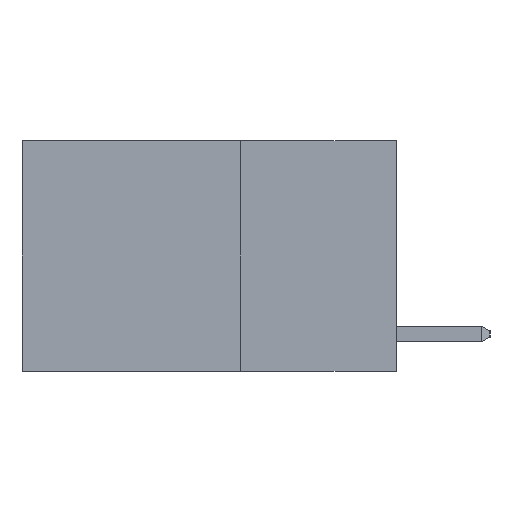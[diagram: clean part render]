
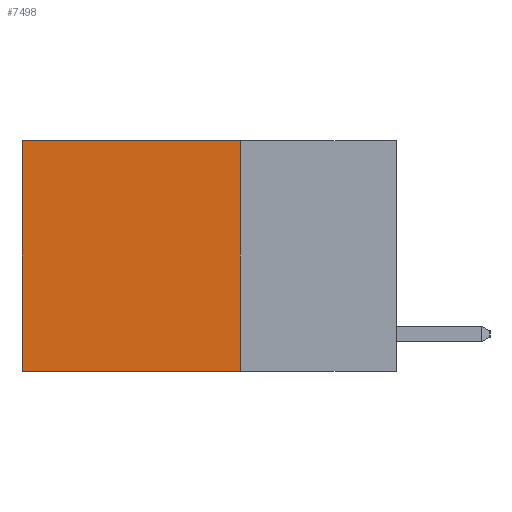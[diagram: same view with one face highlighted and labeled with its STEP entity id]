
A CAD part, left-side view. The second image highlights one B-rep face of the part: STEP entity #7498.
In plain terms, the highlighted planar face has unit normal (-1, 0, 0).
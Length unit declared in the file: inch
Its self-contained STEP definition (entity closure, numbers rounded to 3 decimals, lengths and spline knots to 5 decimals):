
#487 = EDGE_LOOP ( 'NONE', ( #6231, #8361, #6514, #1758 ) ) ;
#631 = DIRECTION ( 'NONE',  ( 1., 0., 0. ) ) ;
#1458 = DIRECTION ( 'NONE',  ( 0., 0., -1. ) ) ;
#1661 = VERTEX_POINT ( 'NONE', #3696 ) ;
#1732 = EDGE_CURVE ( 'NONE', #4142, #6531, #7540, .T. ) ;
#1758 = ORIENTED_EDGE ( 'NONE', *, *, #1732, .T. ) ;
#2169 = EDGE_CURVE ( 'NONE', #6531, #1661, #4456, .T. ) ;
#2629 = CARTESIAN_POINT ( 'NONE',  ( 0.2625, 0.25, 0. ) ) ;
#2728 = CARTESIAN_POINT ( 'NONE',  ( 0.2625, 0.25, -0.37 ) ) ;
#3204 = VERTEX_POINT ( 'NONE', #2728 ) ;
#3471 = VECTOR ( 'NONE', #5555, 39.37008 ) ;
#3547 = CARTESIAN_POINT ( 'NONE',  ( 0.2625, 0.6, 0. ) ) ;
#3686 = LINE ( 'NONE', #4217, #3471 ) ;
#3694 = DIRECTION ( 'NONE',  ( 0., 1., 0. ) ) ;
#3696 = CARTESIAN_POINT ( 'NONE',  ( 0.2625, 0.6, -0.37 ) ) ;
#3830 = VECTOR ( 'NONE', #1458, 39.37008 ) ;
#4084 = FACE_OUTER_BOUND ( 'NONE', #487, .T. ) ;
#4142 = VERTEX_POINT ( 'NONE', #5960 ) ;
#4217 = CARTESIAN_POINT ( 'NONE',  ( 0.2625, 0.25, -0.37 ) ) ;
#4456 = LINE ( 'NONE', #6914, #3830 ) ;
#4983 = EDGE_CURVE ( 'NONE', #3204, #1661, #3686, .T. ) ;
#5135 = AXIS2_PLACEMENT_3D ( 'NONE', #2629, #631, #5303 ) ;
#5303 = DIRECTION ( 'NONE',  ( 0., 0., -1. ) ) ;
#5305 = CARTESIAN_POINT ( 'NONE',  ( 0.2625, 0.25, 0. ) ) ;
#5537 = CARTESIAN_POINT ( 'NONE',  ( 0.2625, 0.25, 0. ) ) ;
#5555 = DIRECTION ( 'NONE',  ( 0., 1., 0. ) ) ;
#5960 = CARTESIAN_POINT ( 'NONE',  ( 0.2625, 0.25, 0. ) ) ;
#6205 = EDGE_CURVE ( 'NONE', #4142, #3204, #6648, .T. ) ;
#6231 = ORIENTED_EDGE ( 'NONE', *, *, #2169, .T. ) ;
#6514 = ORIENTED_EDGE ( 'NONE', *, *, #6205, .F. ) ;
#6531 = VERTEX_POINT ( 'NONE', #3547 ) ;
#6648 = LINE ( 'NONE', #5537, #8188 ) ;
#6830 = DIRECTION ( 'NONE',  ( 0., 0., -1. ) ) ;
#6914 = CARTESIAN_POINT ( 'NONE',  ( 0.2625, 0.6, 0. ) ) ;
#7328 = VECTOR ( 'NONE', #3694, 39.37008 ) ;
#7498 = ADVANCED_FACE ( 'NONE', ( #4084 ), #8541, .F. ) ;
#7540 = LINE ( 'NONE', #5305, #7328 ) ;
#8188 = VECTOR ( 'NONE', #6830, 39.37008 ) ;
#8361 = ORIENTED_EDGE ( 'NONE', *, *, #4983, .F. ) ;
#8541 = PLANE ( 'NONE',  #5135 ) ;
